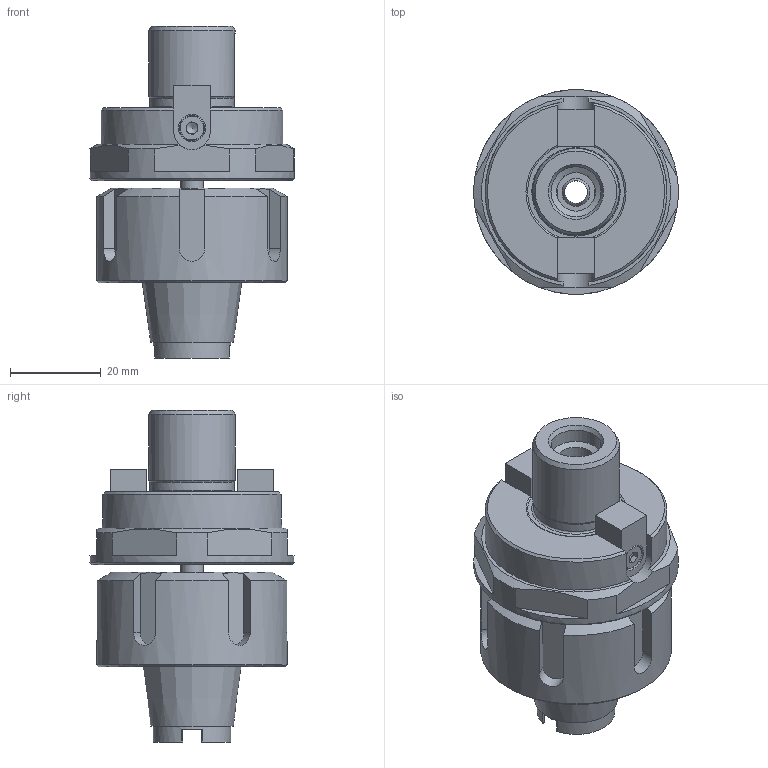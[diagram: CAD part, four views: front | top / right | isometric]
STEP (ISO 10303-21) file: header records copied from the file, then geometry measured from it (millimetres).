
FILE_DESCRIPTION (( 'STEP AP214' ), '1' );
FILE_NAME ('UC-ER25E-PF0.75I.STEP', '2020-09-04T06:27:49', ( '' ), ( '' ), 'SwSTEP 2.0', 'SolidWorks 2016', '' );
FILE_SCHEMA (( 'AUTOMOTIVE_DESIGN' ));
Length unit declared in the file: millimetre
Products named in the file (1): UC-ER25E-PF0.75I
Bounding box: 45 x 45 x 73 mm (x, y, z)
Surface area: 16140.9 mm2 (no closed solid volume)
Topology: 0 solids, 7 shells, 143 faces, 408 edges, 267 vertices
Faces by surface type: plane 85, cylinder 36, cone 19, torus 3
Full cylindrical faces by diameter (mm): 2.5 x2, 5 x1, 6 x2, 8.5 x1, 11 x1, 17 x1, 18.65 x1, 19.05 x1, 30.5 x1, 32.4 x1, 42 x1, 45 x1
Entity records: 6386 total; most frequent: CARTESIAN_POINT 1254, DIRECTION 732, ORIENTED_EDGE 676, EDGE_CURVE 369, AXIS2_PLACEMENT_3D 275, VERTEX_POINT 257, EDGE_LOOP 190, VECTOR 182
